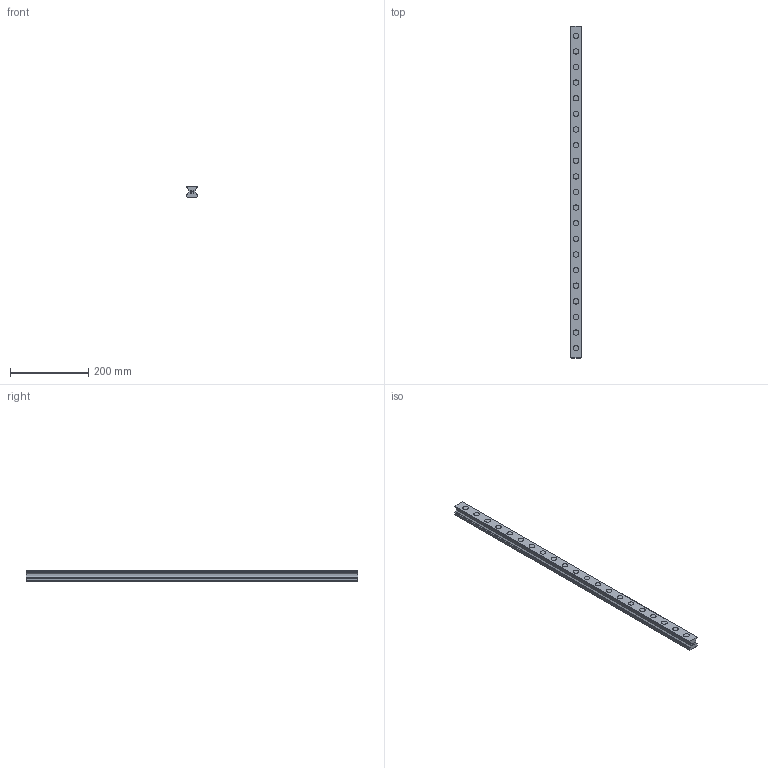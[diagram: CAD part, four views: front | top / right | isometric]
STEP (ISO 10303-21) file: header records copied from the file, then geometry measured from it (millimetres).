
FILE_DESCRIPTION(('STEP AP214'),'1');
FILE_NAME('cctmp_7CAA3E3D-C0C8-436C-B67C-69704F64B63C_2021_03_11_15_34_59_0905..stp','2021-03-11T14:35:00',('HIWIN GmbH'),('CADClick - www.CADClick.com'),'Spatial InterOp 3D',' ','unknown authorization');
FILE_SCHEMA(('AUTOMOTIVE_DESIGN'));
Length unit declared in the file: millimetre
Products named in the file (1): RGR30R850H_FILE
Bounding box: 28 x 850 x 28 mm (x, y, z)
Volume: 488454.4 mm3; surface area: 126712 mm2
Topology: 1 solids, 1 shells, 304 faces, 705 edges, 470 vertices
Faces by surface type: plane 160, cylinder 144
Entity records: 11193 total; most frequent: DIRECTION 1603, CARTESIAN_POINT 1480, ORIENTED_EDGE 1410, EDGE_CURVE 705, AXIS2_PLACEMENT_3D 593, VERTEX_POINT 470, LINE 417, VECTOR 417
